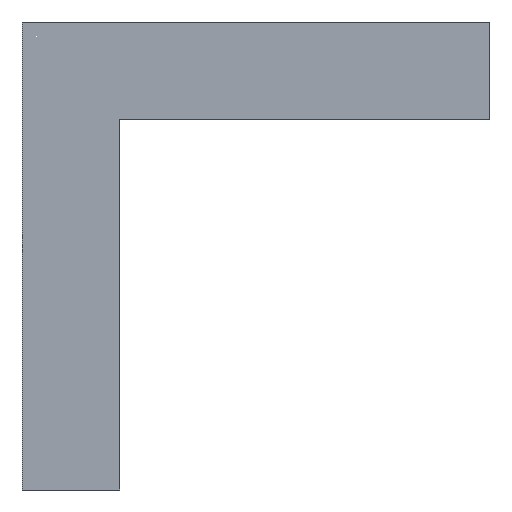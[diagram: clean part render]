
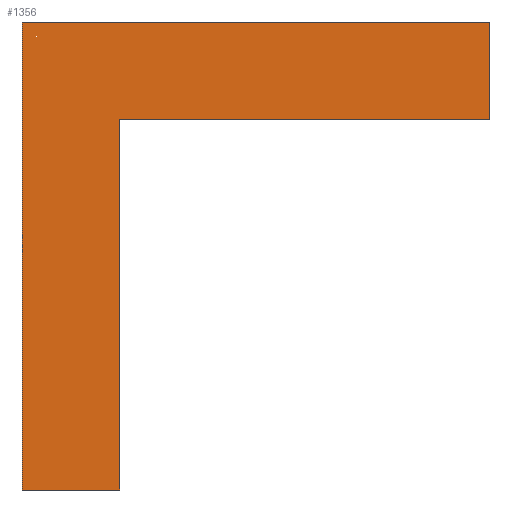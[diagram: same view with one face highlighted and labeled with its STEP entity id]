
A CAD part, front view. The second image highlights one B-rep face of the part: STEP entity #1356.
In plain terms, the highlighted planar face has unit normal (0, -1, 0).
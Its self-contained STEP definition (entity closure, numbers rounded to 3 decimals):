
#33 = CARTESIAN_POINT ( 'NONE',  ( 0., 0., 0. ) ) ;
#56 = CARTESIAN_POINT ( 'NONE',  ( 2.5, 0., 0. ) ) ;
#98 = EDGE_CURVE ( 'NONE', #1568, #1877, #1642, .T. ) ;
#109 = EDGE_CURVE ( 'NONE', #1877, #575, #2439, .T. ) ;
#174 = DIRECTION ( 'NONE',  ( 1., 0., 0. ) ) ;
#269 = VERTEX_POINT ( 'NONE', #1218 ) ;
#322 = DIRECTION ( 'NONE',  ( 1., 0., 0. ) ) ;
#345 = CARTESIAN_POINT ( 'NONE',  ( 0., 0., -12. ) ) ;
#373 = EDGE_CURVE ( 'NONE', #2354, #1996, #1862, .T. ) ;
#451 = EDGE_CURVE ( 'NONE', #269, #1996, #632, .T. ) ;
#485 = EDGE_CURVE ( 'NONE', #2354, #575, #2697, .T. ) ;
#535 = DIRECTION ( 'NONE',  ( 0., 0., 1. ) ) ;
#575 = VERTEX_POINT ( 'NONE', #1586 ) ;
#632 = LINE ( 'NONE', #1343, #2471 ) ;
#797 = ORIENTED_EDGE ( 'NONE', *, *, #109, .T. ) ;
#838 = CARTESIAN_POINT ( 'NONE',  ( 12., 0., -2.5 ) ) ;
#916 = EDGE_CURVE ( 'NONE', #1568, #269, #1404, .T. ) ;
#941 = CARTESIAN_POINT ( 'NONE',  ( 0., 0., 0. ) ) ;
#1218 = CARTESIAN_POINT ( 'NONE',  ( 12., 0., 0. ) ) ;
#1224 = ORIENTED_EDGE ( 'NONE', *, *, #98, .T. ) ;
#1271 = ORIENTED_EDGE ( 'NONE', *, *, #485, .F. ) ;
#1343 = CARTESIAN_POINT ( 'NONE',  ( 12., 0., 0. ) ) ;
#1356 = ADVANCED_FACE ( 'NONE', ( #2038 ), #1812, .F. ) ;
#1404 = LINE ( 'NONE', #1702, #1934 ) ;
#1426 = CARTESIAN_POINT ( 'NONE',  ( 2.5, 0., -2.5 ) ) ;
#1435 = VECTOR ( 'NONE', #322, 1000. ) ;
#1568 = VERTEX_POINT ( 'NONE', #33 ) ;
#1586 = CARTESIAN_POINT ( 'NONE',  ( 2.5, 0., -12. ) ) ;
#1642 = LINE ( 'NONE', #941, #1973 ) ;
#1688 = ORIENTED_EDGE ( 'NONE', *, *, #373, .T. ) ;
#1702 = CARTESIAN_POINT ( 'NONE',  ( 0., 0., 0. ) ) ;
#1812 = PLANE ( 'NONE',  #2511 ) ;
#1862 = LINE ( 'NONE', #2810, #2098 ) ;
#1877 = VERTEX_POINT ( 'NONE', #2515 ) ;
#1934 = VECTOR ( 'NONE', #174, 1000. ) ;
#1973 = VECTOR ( 'NONE', #2468, 1000. ) ;
#1991 = ORIENTED_EDGE ( 'NONE', *, *, #451, .F. ) ;
#1996 = VERTEX_POINT ( 'NONE', #838 ) ;
#2038 = FACE_OUTER_BOUND ( 'NONE', #2355, .T. ) ;
#2042 = CARTESIAN_POINT ( 'NONE',  ( 0., 0., 0. ) ) ;
#2098 = VECTOR ( 'NONE', #2168, 1000. ) ;
#2136 = VECTOR ( 'NONE', #2224, 1000. ) ;
#2168 = DIRECTION ( 'NONE',  ( 1., 0., 0. ) ) ;
#2224 = DIRECTION ( 'NONE',  ( 0., 0., -1. ) ) ;
#2261 = DIRECTION ( 'NONE',  ( 0., 1., 0. ) ) ;
#2354 = VERTEX_POINT ( 'NONE', #1426 ) ;
#2355 = EDGE_LOOP ( 'NONE', ( #1688, #1991, #2499, #1224, #797, #1271 ) ) ;
#2439 = LINE ( 'NONE', #345, #1435 ) ;
#2468 = DIRECTION ( 'NONE',  ( 0., 0., -1. ) ) ;
#2471 = VECTOR ( 'NONE', #2636, 1000. ) ;
#2499 = ORIENTED_EDGE ( 'NONE', *, *, #916, .F. ) ;
#2511 = AXIS2_PLACEMENT_3D ( 'NONE', #2042, #2261, #535 ) ;
#2515 = CARTESIAN_POINT ( 'NONE',  ( 0., 0., -12. ) ) ;
#2636 = DIRECTION ( 'NONE',  ( 0., 0., -1. ) ) ;
#2697 = LINE ( 'NONE', #56, #2136 ) ;
#2810 = CARTESIAN_POINT ( 'NONE',  ( 0., 0., -2.5 ) ) ;
